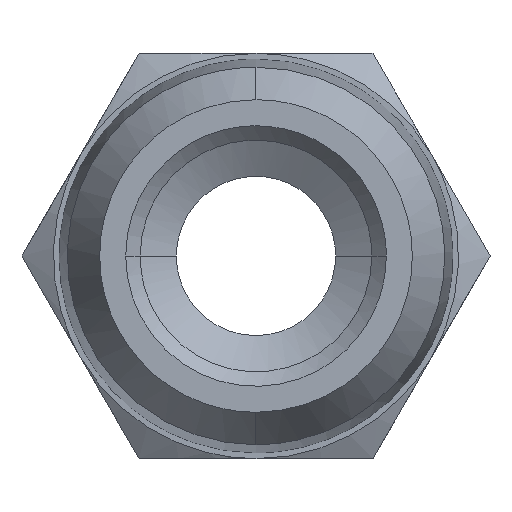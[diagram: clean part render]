
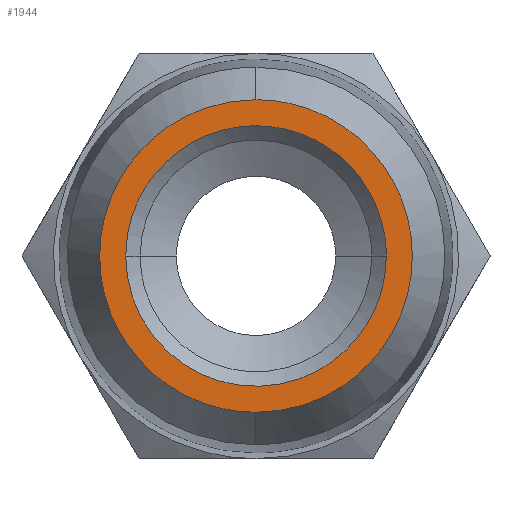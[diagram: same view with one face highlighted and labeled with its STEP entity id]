
A CAD part, front view. The second image highlights one B-rep face of the part: STEP entity #1944.
In plain terms, the highlighted free-form (B-spline) face has degree [1, 1] with [2, 2] control points.
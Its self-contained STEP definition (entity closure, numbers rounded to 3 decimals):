
#73 = EDGE_CURVE ( 'NONE', #1130, #2123, #1274, .T. ) ;
#144 = CARTESIAN_POINT ( 'NONE',  ( 4.5, 0., 0. ) ) ;
#160 = CARTESIAN_POINT ( 'NONE',  ( 4.32, 0., -3.317 ) ) ;
#170 = CARTESIAN_POINT ( 'NONE',  ( 0.709, 0., -5.4 ) ) ;
#179 = CARTESIAN_POINT ( 'NONE',  ( 2.722, 0., 4.718 ) ) ;
#252 = FACE_OUTER_BOUND ( 'NONE', #769, .T. ) ;
#264 = CARTESIAN_POINT ( 'NONE',  ( 4.5, 0., 0. ) ) ;
#276 = EDGE_CURVE ( 'NONE', #1130, #2123, #962, .T. ) ;
#281 = CARTESIAN_POINT ( 'NONE',  ( 0., 0., -5.4 ) ) ;
#325 = CARTESIAN_POINT ( 'NONE',  ( -1.411, 0., -5.26 ) ) ;
#335 = CARTESIAN_POINT ( 'NONE',  ( -4.32, 0., -3.317 ) ) ;
#343 = CARTESIAN_POINT ( 'NONE',  ( 0.709, 0., 5.4 ) ) ;
#366 = CARTESIAN_POINT ( 'NONE',  ( 1.176, 0., 4.384 ) ) ;
#379 = CARTESIAN_POINT ( 'NONE',  ( 0.591, 0., 4.5 ) ) ;
#385 = CARTESIAN_POINT ( 'NONE',  ( -2.764, 0., 3.6 ) ) ;
#501 = B_SPLINE_CURVE_WITH_KNOTS ( 'NONE', 3,
 ( #1312, #170, #1515, #1496, #560, #160, #551, #737, #1487, #729, #2047, #1318, #2057, #1868, #179, #2062, #343, #931 ),
 .UNSPECIFIED., .F., .F.,
 ( 4, 2, 2, 2, 2, 2, 2, 2, 4 ),
 ( 0., 0.393, 0.785, 1.178, 1.571, 1.963, 2.356, 2.749, 3.142 ),
 .UNSPECIFIED. ) ;
#523 = B_SPLINE_CURVE_WITH_KNOTS ( 'NONE', 3,
 ( #1870, #1489, #889, #529, #899, #2391, #1686, #1859, #2223, #1478, #1085, #1304, #335, #553, #725, #325, #1283, #2419 ),
 .UNSPECIFIED., .F., .F.,
 ( 4, 2, 2, 2, 2, 2, 2, 2, 4 ),
 ( 0., 0.393, 0.785, 1.178, 1.571, 1.963, 2.356, 2.749, 3.142 ),
 .UNSPECIFIED. ) ;
#529 = CARTESIAN_POINT ( 'NONE',  ( -2.722, 0., 4.718 ) ) ;
#551 = CARTESIAN_POINT ( 'NONE',  ( 4.718, 0., -2.722 ) ) ;
#553 = CARTESIAN_POINT ( 'NONE',  ( -3.317, 0., -4.32 ) ) ;
#560 = CARTESIAN_POINT ( 'NONE',  ( 3.317, 0., -4.32 ) ) ;
#570 = CARTESIAN_POINT ( 'NONE',  ( -1.176, 0., 4.384 ) ) ;
#577 = EDGE_CURVE ( 'NONE', #1400, #1954, #501, .T. ) ;
#584 = CARTESIAN_POINT ( 'NONE',  ( -3.931, 0., 2.268 ) ) ;
#620 = ORIENTED_EDGE ( 'NONE', *, *, #276, .F. ) ;
#725 = CARTESIAN_POINT ( 'NONE',  ( -2.722, 0., -4.718 ) ) ;
#729 = CARTESIAN_POINT ( 'NONE',  ( 5.4, 0., 0.709 ) ) ;
#737 = CARTESIAN_POINT ( 'NONE',  ( 5.26, 0., -1.411 ) ) ;
#762 = CARTESIAN_POINT ( 'NONE',  ( 4.5, 0., 0. ) ) ;
#769 = EDGE_LOOP ( 'NONE', ( #1462, #2145 ) ) ;
#781 = CARTESIAN_POINT ( 'NONE',  ( 5.465, 0., 5.465 ) ) ;
#889 = CARTESIAN_POINT ( 'NONE',  ( -1.411, 0., 5.26 ) ) ;
#899 = CARTESIAN_POINT ( 'NONE',  ( -3.317, 0., 4.32 ) ) ;
#931 = CARTESIAN_POINT ( 'NONE',  ( 0., 0., 5.4 ) ) ;
#941 = CARTESIAN_POINT ( 'NONE',  ( -0.591, 0., 4.5 ) ) ;
#962 =( BOUNDED_CURVE ( )  B_SPLINE_CURVE ( 3, ( #2328, #1030, #2350, #264 ),
 .UNSPECIFIED., .F., .F. ) 
 B_SPLINE_CURVE_WITH_KNOTS ( ( 4, 4 ),
 ( -3.142, 0. ),
 .UNSPECIFIED. ) 
 CURVE ( )  GEOMETRIC_REPRESENTATION_ITEM ( )  RATIONAL_B_SPLINE_CURVE ( ( 1., 0.333, 0.333, 1. ) ) 
 REPRESENTATION_ITEM ( '' )  );
#973 = CARTESIAN_POINT ( 'NONE',  ( 0., 0., 5.4 ) ) ;
#1030 = CARTESIAN_POINT ( 'NONE',  ( -4.5, 0., -9. ) ) ;
#1085 = CARTESIAN_POINT ( 'NONE',  ( -5.26, 0., -1.411 ) ) ;
#1130 = VERTEX_POINT ( 'NONE', #1451 ) ;
#1158 = EDGE_LOOP ( 'NONE', ( #1850, #620 ) ) ;
#1274 = B_SPLINE_CURVE_WITH_KNOTS ( 'NONE', 3,
 ( #2087, #2281, #1529, #584, #1511, #385, #1887, #570, #941, #379, #366, #1903, #1697, #2066, #1720, #1909, #1352, #762 ),
 .UNSPECIFIED., .F., .F.,
 ( 4, 2, 2, 2, 2, 2, 2, 2, 4 ),
 ( 0., 0.393, 0.785, 1.178, 1.571, 1.963, 2.356, 2.749, 3.142 ),
 .UNSPECIFIED. ) ;
#1283 = CARTESIAN_POINT ( 'NONE',  ( -0.709, 0., -5.4 ) ) ;
#1287 = B_SPLINE_SURFACE_WITH_KNOTS ( 'NONE', 1, 1, ( 
 ( #2294, #781 ),
 ( #1368, #2108 ) ),
 .UNSPECIFIED., .F., .F., .F.,
 ( 2, 2 ),
 ( 2, 2 ),
 ( 0., 1. ),
 ( 0., 1. ),
 .UNSPECIFIED. ) ;
#1304 = CARTESIAN_POINT ( 'NONE',  ( -4.718, 0., -2.722 ) ) ;
#1312 = CARTESIAN_POINT ( 'NONE',  ( 0., 0., -5.4 ) ) ;
#1318 = CARTESIAN_POINT ( 'NONE',  ( 4.718, 0., 2.722 ) ) ;
#1352 = CARTESIAN_POINT ( 'NONE',  ( 4.5, 0., 0.591 ) ) ;
#1368 = CARTESIAN_POINT ( 'NONE',  ( -5.465, 0., -5.465 ) ) ;
#1400 = VERTEX_POINT ( 'NONE', #281 ) ;
#1451 = CARTESIAN_POINT ( 'NONE',  ( -4.5, 0., 0. ) ) ;
#1462 = ORIENTED_EDGE ( 'NONE', *, *, #2131, .T. ) ;
#1478 = CARTESIAN_POINT ( 'NONE',  ( -5.4, 0., -0.709 ) ) ;
#1487 = CARTESIAN_POINT ( 'NONE',  ( 5.4, 0., -0.709 ) ) ;
#1489 = CARTESIAN_POINT ( 'NONE',  ( -0.709, 0., 5.4 ) ) ;
#1496 = CARTESIAN_POINT ( 'NONE',  ( 2.722, 0., -4.718 ) ) ;
#1511 = CARTESIAN_POINT ( 'NONE',  ( -3.6, 0., 2.764 ) ) ;
#1515 = CARTESIAN_POINT ( 'NONE',  ( 1.411, 0., -5.26 ) ) ;
#1529 = CARTESIAN_POINT ( 'NONE',  ( -4.384, 0., 1.176 ) ) ;
#1686 = CARTESIAN_POINT ( 'NONE',  ( -4.718, 0., 2.722 ) ) ;
#1697 = CARTESIAN_POINT ( 'NONE',  ( 2.764, 0., 3.6 ) ) ;
#1713 = FACE_BOUND ( 'NONE', #1158, .T. ) ;
#1720 = CARTESIAN_POINT ( 'NONE',  ( 3.931, 0., 2.268 ) ) ;
#1850 = ORIENTED_EDGE ( 'NONE', *, *, #73, .T. ) ;
#1859 = CARTESIAN_POINT ( 'NONE',  ( -5.26, 0., 1.411 ) ) ;
#1868 = CARTESIAN_POINT ( 'NONE',  ( 3.317, 0., 4.32 ) ) ;
#1870 = CARTESIAN_POINT ( 'NONE',  ( 0., 0., 5.4 ) ) ;
#1887 = CARTESIAN_POINT ( 'NONE',  ( -2.268, 0., 3.931 ) ) ;
#1903 = CARTESIAN_POINT ( 'NONE',  ( 2.268, 0., 3.931 ) ) ;
#1909 = CARTESIAN_POINT ( 'NONE',  ( 4.384, 0., 1.176 ) ) ;
#1944 = ADVANCED_FACE ( 'NONE', ( #1713, #252 ), #1287, .T. ) ;
#1954 = VERTEX_POINT ( 'NONE', #973 ) ;
#2047 = CARTESIAN_POINT ( 'NONE',  ( 5.26, 0., 1.411 ) ) ;
#2057 = CARTESIAN_POINT ( 'NONE',  ( 4.32, 0., 3.317 ) ) ;
#2062 = CARTESIAN_POINT ( 'NONE',  ( 1.411, 0., 5.26 ) ) ;
#2066 = CARTESIAN_POINT ( 'NONE',  ( 3.6, 0., 2.764 ) ) ;
#2087 = CARTESIAN_POINT ( 'NONE',  ( -4.5, 0., 0. ) ) ;
#2108 = CARTESIAN_POINT ( 'NONE',  ( 5.465, 0., -5.465 ) ) ;
#2123 = VERTEX_POINT ( 'NONE', #144 ) ;
#2131 = EDGE_CURVE ( 'NONE', #1954, #1400, #523, .T. ) ;
#2145 = ORIENTED_EDGE ( 'NONE', *, *, #577, .T. ) ;
#2223 = CARTESIAN_POINT ( 'NONE',  ( -5.4, 0., 0.709 ) ) ;
#2281 = CARTESIAN_POINT ( 'NONE',  ( -4.5, 0., 0.591 ) ) ;
#2294 = CARTESIAN_POINT ( 'NONE',  ( -5.465, 0., 5.465 ) ) ;
#2328 = CARTESIAN_POINT ( 'NONE',  ( -4.5, 0., 0. ) ) ;
#2350 = CARTESIAN_POINT ( 'NONE',  ( 4.5, 0., -9. ) ) ;
#2391 = CARTESIAN_POINT ( 'NONE',  ( -4.32, 0., 3.317 ) ) ;
#2419 = CARTESIAN_POINT ( 'NONE',  ( 0., 0., -5.4 ) ) ;
